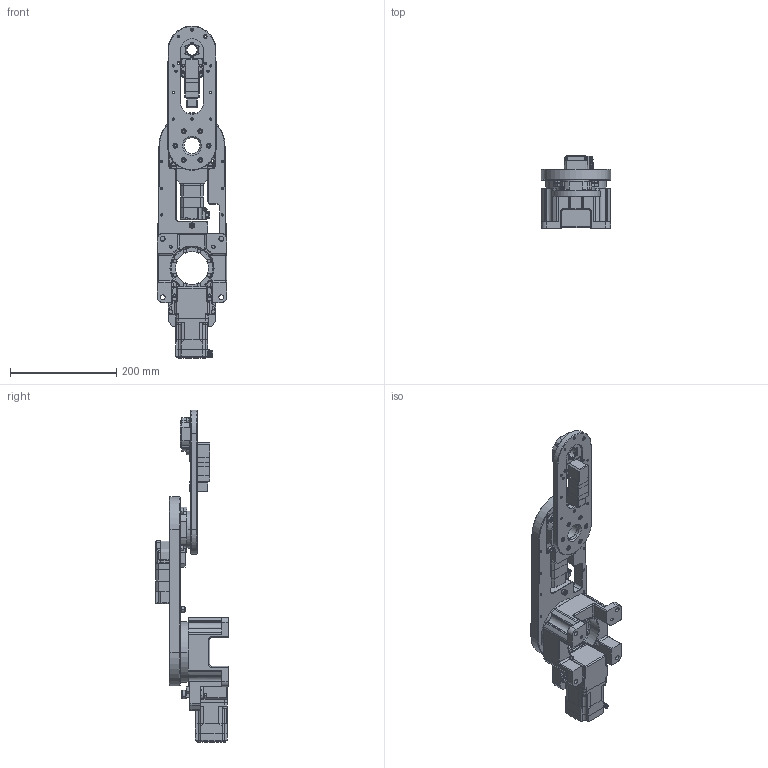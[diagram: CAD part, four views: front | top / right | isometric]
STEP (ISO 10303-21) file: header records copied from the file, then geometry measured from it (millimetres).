
FILE_DESCRIPTION (( 'STEP AP203' ), '1' );
FILE_NAME ('OVR3041K3-H.STEP', '2023-11-24T02:01:54', ( '' ), ( '' ), 'SwSTEP 2.0', 'SolidWorks 2020', '' );
FILE_SCHEMA (( 'CONFIG_CONTROL_DESIGN' ));
Length unit declared in the file: millimetre
Products named in the file (1): OVR3041K3-H
Bounding box: 130 x 137 x 624 mm (x, y, z)
Volume: 2363496.3 mm3; surface area: 437012.2 mm2
Topology: 58 solids, 78 shells, 2983 faces, 7113 edges, 4401 vertices
Faces by surface type: plane 1189, cylinder 1077, cone 483, torus 127, bspline 101, sphere 6
Entity records: 93635 total; most frequent: CARTESIAN_POINT 23652, DIRECTION 15192, ORIENTED_EDGE 14122, EDGE_CURVE 7061, AXIS2_PLACEMENT_3D 5699, VERTEX_POINT 4401, VECTOR 3794, LINE 3794
